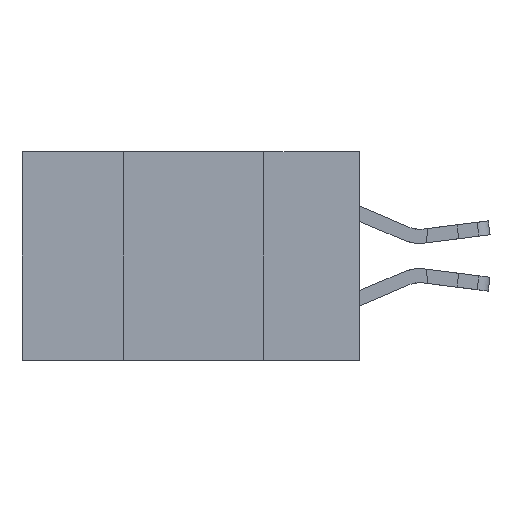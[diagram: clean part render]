
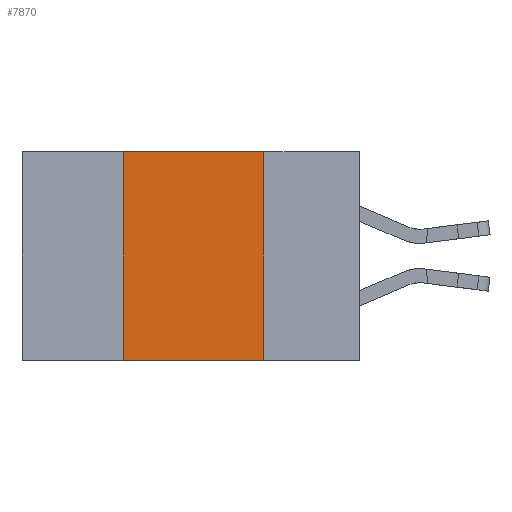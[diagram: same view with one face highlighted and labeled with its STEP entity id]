
A CAD part, left-side view. The second image highlights one B-rep face of the part: STEP entity #7870.
In plain terms, the highlighted planar face has unit normal (-1, 0, 0).
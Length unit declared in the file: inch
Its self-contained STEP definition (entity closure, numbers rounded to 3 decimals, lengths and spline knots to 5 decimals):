
#996 = ORIENTED_EDGE ( 'NONE', *, *, #10497, .F. ) ;
#1164 = CARTESIAN_POINT ( 'NONE',  ( 0., 0.6, 0. ) ) ;
#2464 = VECTOR ( 'NONE', #21280, 39.37008 ) ;
#2647 = CARTESIAN_POINT ( 'NONE',  ( 0., 0.17, -0.37 ) ) ;
#2915 = CARTESIAN_POINT ( 'NONE',  ( 0., 0.6, 0. ) ) ;
#3154 = DIRECTION ( 'NONE',  ( 0., -1., 0. ) ) ;
#3656 = FACE_OUTER_BOUND ( 'NONE', #4736, .T. ) ;
#4736 = EDGE_LOOP ( 'NONE', ( #996, #7520, #10337, #19563 ) ) ;
#5079 = LINE ( 'NONE', #2915, #2464 ) ;
#5583 = EDGE_CURVE ( 'NONE', #16908, #20848, #5079, .T. ) ;
#6722 = VECTOR ( 'NONE', #3154, 39.37008 ) ;
#7520 = ORIENTED_EDGE ( 'NONE', *, *, #5583, .F. ) ;
#7607 = CARTESIAN_POINT ( 'NONE',  ( 0., 0.42, -0.37 ) ) ;
#7870 = ADVANCED_FACE ( 'NONE', ( #3656 ), #20288, .F. ) ;
#7992 = VERTEX_POINT ( 'NONE', #7607 ) ;
#9853 = CARTESIAN_POINT ( 'NONE',  ( 0., 0.17, 0. ) ) ;
#10129 = LINE ( 'NONE', #11721, #19777 ) ;
#10337 = ORIENTED_EDGE ( 'NONE', *, *, #16820, .F. ) ;
#10497 = EDGE_CURVE ( 'NONE', #20848, #11373, #18596, .T. ) ;
#11373 = VERTEX_POINT ( 'NONE', #2647 ) ;
#11622 = DIRECTION ( 'NONE',  ( 0., 0., -1. ) ) ;
#11721 = CARTESIAN_POINT ( 'NONE',  ( 0., 0.42, 0. ) ) ;
#14171 = VECTOR ( 'NONE', #11622, 39.37008 ) ;
#16066 = LINE ( 'NONE', #17911, #6722 ) ;
#16540 = CARTESIAN_POINT ( 'NONE',  ( 0., 0.42, 0. ) ) ;
#16820 = EDGE_CURVE ( 'NONE', #7992, #16908, #10129, .T. ) ;
#16908 = VERTEX_POINT ( 'NONE', #16540 ) ;
#17019 = AXIS2_PLACEMENT_3D ( 'NONE', #1164, #20205, #17299 ) ;
#17299 = DIRECTION ( 'NONE',  ( 0., 0., -1. ) ) ;
#17911 = CARTESIAN_POINT ( 'NONE',  ( 0., 0.6, -0.37 ) ) ;
#18236 = DIRECTION ( 'NONE',  ( 0., 0., 1. ) ) ;
#18596 = LINE ( 'NONE', #9853, #14171 ) ;
#19563 = ORIENTED_EDGE ( 'NONE', *, *, #20630, .T. ) ;
#19777 = VECTOR ( 'NONE', #18236, 39.37008 ) ;
#20205 = DIRECTION ( 'NONE',  ( 1., 0., 0. ) ) ;
#20288 = PLANE ( 'NONE',  #17019 ) ;
#20411 = CARTESIAN_POINT ( 'NONE',  ( 0., 0.17, 0. ) ) ;
#20630 = EDGE_CURVE ( 'NONE', #7992, #11373, #16066, .T. ) ;
#20848 = VERTEX_POINT ( 'NONE', #20411 ) ;
#21280 = DIRECTION ( 'NONE',  ( 0., -1., 0. ) ) ;
